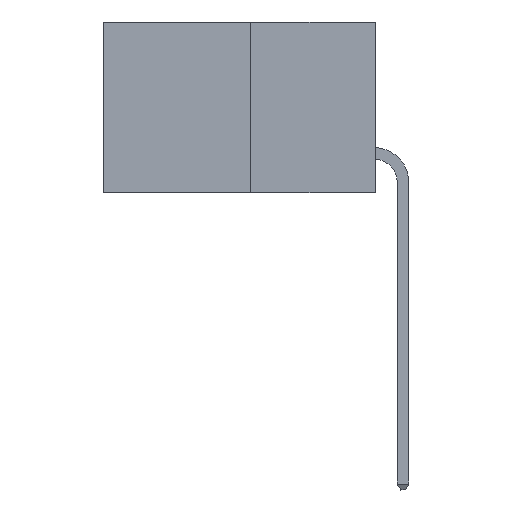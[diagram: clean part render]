
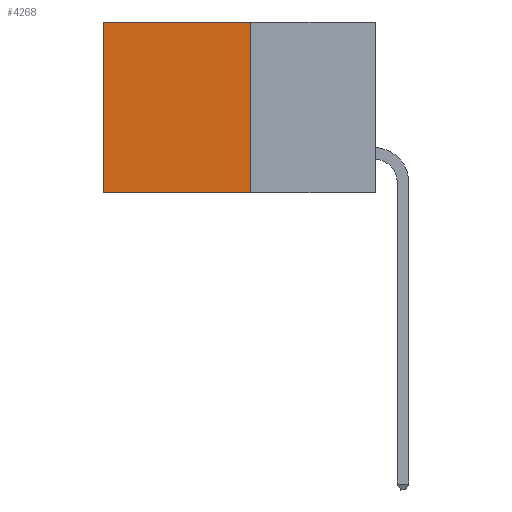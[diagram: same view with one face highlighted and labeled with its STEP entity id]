
A CAD part, left-side view. The second image highlights one B-rep face of the part: STEP entity #4268.
In plain terms, the highlighted planar face has unit normal (-1, 0, 0).
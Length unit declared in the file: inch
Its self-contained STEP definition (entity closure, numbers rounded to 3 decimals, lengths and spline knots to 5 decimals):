
#1019 = LINE ( 'NONE', #2044, #6486 ) ;
#1152 = CARTESIAN_POINT ( 'NONE',  ( 0.277, 0.27, 0. ) ) ;
#1787 = DIRECTION ( 'NONE',  ( 0., 1., 0. ) ) ;
#2024 = LINE ( 'NONE', #3014, #12481 ) ;
#2044 = CARTESIAN_POINT ( 'NONE',  ( 0.277, 0.27, 0. ) ) ;
#2848 = EDGE_CURVE ( 'NONE', #6786, #9994, #11599, .T. ) ;
#3014 = CARTESIAN_POINT ( 'NONE',  ( 0.277, 0.59, -0.37 ) ) ;
#3122 = DIRECTION ( 'NONE',  ( 0., 0., -1. ) ) ;
#3357 = ORIENTED_EDGE ( 'NONE', *, *, #4715, .T. ) ;
#3542 = DIRECTION ( 'NONE',  ( 0., 0., -1. ) ) ;
#3602 = CARTESIAN_POINT ( 'NONE',  ( 0.277, 0.27, -0.37 ) ) ;
#4188 = CARTESIAN_POINT ( 'NONE',  ( 0.277, 0.27, -0.37 ) ) ;
#4268 = ADVANCED_FACE ( 'NONE', ( #9658 ), #12266, .F. ) ;
#4715 = EDGE_CURVE ( 'NONE', #6843, #9994, #2024, .T. ) ;
#4823 = ORIENTED_EDGE ( 'NONE', *, *, #2848, .F. ) ;
#4881 = AXIS2_PLACEMENT_3D ( 'NONE', #3602, #9423, #3542 ) ;
#5666 = EDGE_CURVE ( 'NONE', #11366, #6843, #1019, .T. ) ;
#5768 = LINE ( 'NONE', #4188, #8157 ) ;
#6486 = VECTOR ( 'NONE', #1787, 39.37008 ) ;
#6786 = VERTEX_POINT ( 'NONE', #11268 ) ;
#6843 = VERTEX_POINT ( 'NONE', #9324 ) ;
#7895 = EDGE_LOOP ( 'NONE', ( #3357, #4823, #8280, #11398 ) ) ;
#8157 = VECTOR ( 'NONE', #8299, 39.37008 ) ;
#8280 = ORIENTED_EDGE ( 'NONE', *, *, #11365, .F. ) ;
#8299 = DIRECTION ( 'NONE',  ( 0., 0., -1. ) ) ;
#9324 = CARTESIAN_POINT ( 'NONE',  ( 0.277, 0.59, 0. ) ) ;
#9423 = DIRECTION ( 'NONE',  ( 1., 0., 0. ) ) ;
#9658 = FACE_OUTER_BOUND ( 'NONE', #7895, .T. ) ;
#9994 = VERTEX_POINT ( 'NONE', #12236 ) ;
#11251 = DIRECTION ( 'NONE',  ( 0., 1., 0. ) ) ;
#11268 = CARTESIAN_POINT ( 'NONE',  ( 0.277, 0.27, -0.37 ) ) ;
#11283 = VECTOR ( 'NONE', #11251, 39.37008 ) ;
#11365 = EDGE_CURVE ( 'NONE', #11366, #6786, #5768, .T. ) ;
#11366 = VERTEX_POINT ( 'NONE', #1152 ) ;
#11398 = ORIENTED_EDGE ( 'NONE', *, *, #5666, .T. ) ;
#11599 = LINE ( 'NONE', #11776, #11283 ) ;
#11776 = CARTESIAN_POINT ( 'NONE',  ( 0.277, 0.27, -0.37 ) ) ;
#12236 = CARTESIAN_POINT ( 'NONE',  ( 0.277, 0.59, -0.37 ) ) ;
#12266 = PLANE ( 'NONE',  #4881 ) ;
#12481 = VECTOR ( 'NONE', #3122, 39.37008 ) ;
